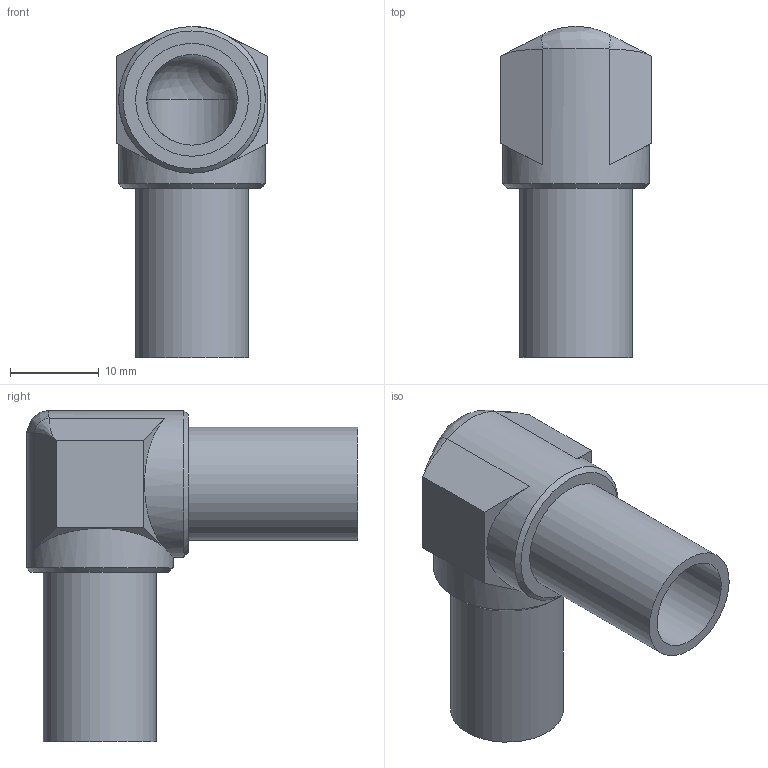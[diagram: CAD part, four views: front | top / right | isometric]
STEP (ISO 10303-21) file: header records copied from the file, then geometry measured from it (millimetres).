
FILE_DESCRIPTION(/* description */ (''),/* implementation_level */ '2;1');
FILE_NAME(/* name */ 'SM8E19.stp',/* time_stamp */ '2025-03-10T14:03:34+09:00',/* author */ ('user'),/* organization */ (''),/* preprocessor_version */ 'ST-DEVELOPER v20',/* originating_system */ 'Autodesk Inventor 2022',/* authorisation */ '');
FILE_SCHEMA (('AUTOMOTIVE_DESIGN { 1 0 10303 214 3 1 1 }'));
Length unit declared in the file: millimetre
Products named in the file (1): C19E-8
Bounding box: 17 x 37.25 x 37.25 mm (x, y, z)
Volume: 4593.9 mm3; surface area: 4690.9 mm2
Topology: 1 solids, 1 shells, 26 faces, 62 edges, 37 vertices
Faces by surface type: plane 14, cylinder 6, bspline 3, cone 2, sphere 1
Full cylindrical faces by diameter (mm): 10.2 x2, 12.7 x2, 16.5 x2
Entity records: 899 total; most frequent: CARTESIAN_POINT 268, DIRECTION 124, ORIENTED_EDGE 118, EDGE_CURVE 59, AXIS2_PLACEMENT_3D 49, VERTEX_POINT 37, EDGE_LOOP 30, LINE 26
